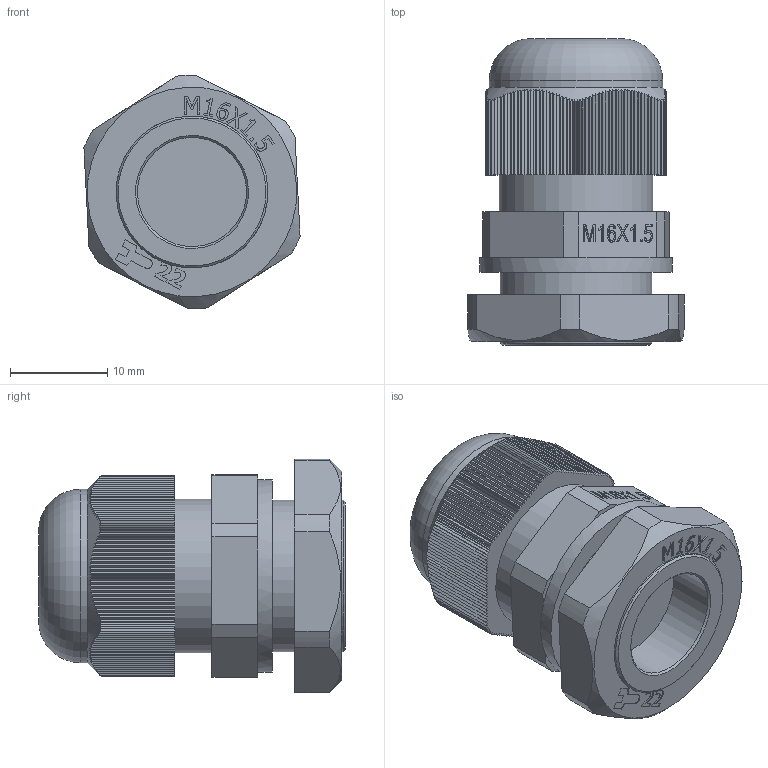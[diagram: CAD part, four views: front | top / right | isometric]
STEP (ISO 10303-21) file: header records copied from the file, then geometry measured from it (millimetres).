
FILE_DESCRIPTION(/* description */ (''),/* implementation_level */ '2;1');
FILE_NAME(/* name */ '',/* time_stamp */ '2025-07-22T10:50:05+07:00',/* author */ ('zeta-86'),/* organization */ (''),/* preprocessor_version */ 'ST-DEVELOPER v19.2',/* originating_system */ 'Autodesk Inventor 2024',/* authorisation */ '');
FILE_SCHEMA (('AUTOMOTIVE_DESIGN { 1 0 10303 214 3 1 1 }'));
Length unit declared in the file: millimetre
Products named in the file (1): Производственный 
компонент
Bounding box: 22.19 x 31.5 x 23.99 mm (x, y, z)
Volume: 8184.9 mm3; surface area: 3414.8 mm2
Topology: 1 solids, 1 shells, 624 faces, 1776 edges, 1179 vertices
Faces by surface type: plane 523, bspline 82, cylinder 13, cone 4, torus 2
Full cylindrical faces by diameter (mm): 11.2 x1, 15.6 x2, 15.8 x1, 17.8 x1, 19.8 x1
Entity records: 20288 total; most frequent: CARTESIAN_POINT 5054, ORIENTED_EDGE 3552, DIRECTION 2647, EDGE_CURVE 1776, LINE 1219, VECTOR 1219, VERTEX_POINT 1179, AXIS2_PLACEMENT_3D 714
